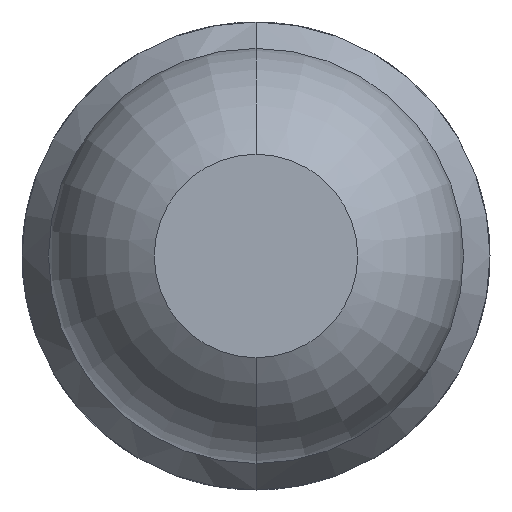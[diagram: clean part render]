
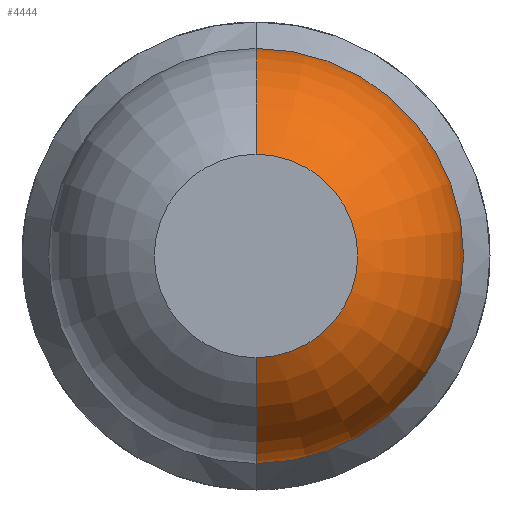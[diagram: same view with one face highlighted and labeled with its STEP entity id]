
A CAD part, front view. The second image highlights one B-rep face of the part: STEP entity #4444.
In plain terms, the highlighted toroidal (fillet/blend) face has major radius 0.01 mm and minor radius 0.5 mm.
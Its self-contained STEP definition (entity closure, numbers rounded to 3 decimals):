
#50 = DIRECTION ( 'NONE',  ( 0., 0., -1. ) ) ;
#58 = CARTESIAN_POINT ( 'NONE',  ( 0., -25.4, 0.25 ) ) ;
#178 = DIRECTION ( 'NONE',  ( 0., -1., 0. ) ) ;
#270 = VERTEX_POINT ( 'NONE', #58 ) ;
#425 = CARTESIAN_POINT ( 'NONE',  ( 0., -24.961, -0.51 ) ) ;
#426 = CARTESIAN_POINT ( 'NONE',  ( 0., -24.961, 0. ) ) ;
#544 = ORIENTED_EDGE ( 'NONE', *, *, #2443, .T. ) ;
#744 = DIRECTION ( 'NONE',  ( 0., 1., 0. ) ) ;
#771 = DIRECTION ( 'NONE',  ( 0., -1., 0. ) ) ;
#842 = CARTESIAN_POINT ( 'NONE',  ( 0., -24.961, 0.51 ) ) ;
#911 = CARTESIAN_POINT ( 'NONE',  ( 0., -24.961, -0.01 ) ) ;
#942 = CARTESIAN_POINT ( 'NONE',  ( 0., -24.961, 0. ) ) ;
#1058 = EDGE_LOOP ( 'NONE', ( #544, #2947, #1229, #3277 ) ) ;
#1186 = AXIS2_PLACEMENT_3D ( 'NONE', #3440, #4099, #1997 ) ;
#1229 = ORIENTED_EDGE ( 'NONE', *, *, #3110, .T. ) ;
#1250 = VERTEX_POINT ( 'NONE', #425 ) ;
#1425 = AXIS2_PLACEMENT_3D ( 'NONE', #942, #178, #3011 ) ;
#1614 = DIRECTION ( 'NONE',  ( -1., 0., 0. ) ) ;
#1959 = VERTEX_POINT ( 'NONE', #842 ) ;
#1965 = AXIS2_PLACEMENT_3D ( 'NONE', #426, #771, #50 ) ;
#1997 = DIRECTION ( 'NONE',  ( 0., 0., -1. ) ) ;
#2243 = AXIS2_PLACEMENT_3D ( 'NONE', #911, #1614, #3341 ) ;
#2247 = EDGE_CURVE ( 'NONE', #1959, #270, #4029, .T. ) ;
#2443 = EDGE_CURVE ( 'Defeature ausgef�hrt1_0+Defeature ausgef�hrt1_45+Defeature ausgef�hrt1_45+Defeature ausgef�hrt1_45', #1250, #1959, #3688, .T. ) ;
#2478 = DIRECTION ( 'NONE',  ( 0., 0., 1. ) ) ;
#2492 = CARTESIAN_POINT ( 'NONE',  ( 0., -25.4, 0. ) ) ;
#2536 = AXIS2_PLACEMENT_3D ( 'NONE', #2492, #744, #2478 ) ;
#2696 = CIRCLE ( 'NONE', #2243, 0.5 ) ;
#2847 = CARTESIAN_POINT ( 'NONE',  ( 0., -25.4, -0.25 ) ) ;
#2922 = CIRCLE ( 'NONE', #2536, 0.25 ) ;
#2947 = ORIENTED_EDGE ( 'NONE', *, *, #2247, .T. ) ;
#3011 = DIRECTION ( 'NONE',  ( 0., 0., -1. ) ) ;
#3110 = EDGE_CURVE ( 'Defeature ausgef�hrt1_0+Defeature ausgef�hrt1_46+Defeature ausgef�hrt1_46+Defeature ausgef�hrt1_46', #270, #3829, #2922, .T. ) ;
#3277 = ORIENTED_EDGE ( 'NONE', *, *, #3737, .F. ) ;
#3341 = DIRECTION ( 'NONE',  ( 0., 0., 1. ) ) ;
#3440 = CARTESIAN_POINT ( 'NONE',  ( 0., -24.961, 0.01 ) ) ;
#3688 = CIRCLE ( 'NONE', #1425, 0.51 ) ;
#3737 = EDGE_CURVE ( 'NONE', #1250, #3829, #2696, .T. ) ;
#3829 = VERTEX_POINT ( 'NONE', #2847 ) ;
#4029 = CIRCLE ( 'NONE', #1186, 0.5 ) ;
#4099 = DIRECTION ( 'NONE',  ( 1., 0., 0. ) ) ;
#4392 = FACE_OUTER_BOUND ( 'NONE', #1058, .T. ) ;
#4444 = ADVANCED_FACE ( 'Defeature ausgef�hrt1_0', ( #4392 ), #4453, .T. ) ;
#4453 = TOROIDAL_SURFACE ( 'NONE', #1965, 0.01, 0.5 ) ;
